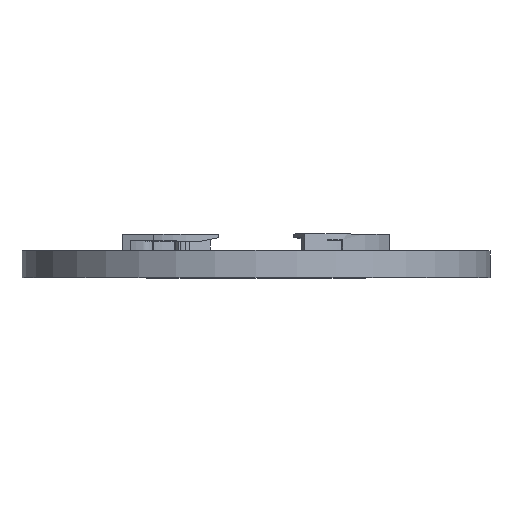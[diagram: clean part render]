
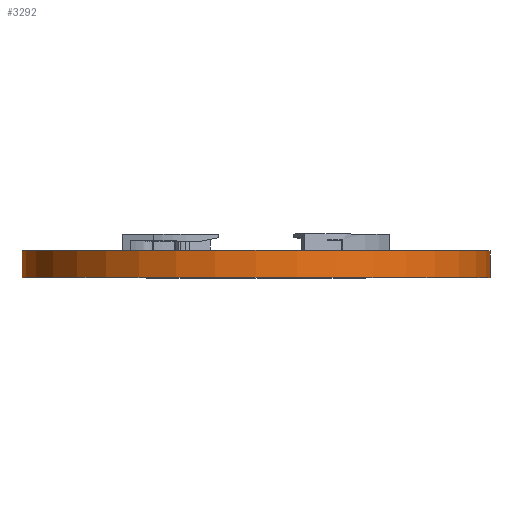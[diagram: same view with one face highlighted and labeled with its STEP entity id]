
A CAD part, top view. The second image highlights one B-rep face of the part: STEP entity #3292.
In plain terms, the highlighted cylindrical face has radius 100 mm (diameter 200 mm), a partial arc.
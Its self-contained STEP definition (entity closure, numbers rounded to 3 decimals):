
#126 = DIRECTION ( 'NONE',  ( 1., 0., 0. ) ) ;
#258 = DIRECTION ( 'NONE',  ( 0., -1., 0. ) ) ;
#265 = AXIS2_PLACEMENT_3D ( 'NONE', #392, #1901, #126 ) ;
#280 = VERTEX_POINT ( 'NONE', #2692 ) ;
#392 = CARTESIAN_POINT ( 'NONE',  ( 0., 162.305, 0. ) ) ;
#401 = DIRECTION ( 'NONE',  ( 0., -1., 0. ) ) ;
#545 = LINE ( 'NONE', #1567, #2369 ) ;
#683 = CYLINDRICAL_SURFACE ( 'NONE', #3263, 100. ) ;
#984 = VERTEX_POINT ( 'NONE', #997 ) ;
#997 = CARTESIAN_POINT ( 'NONE',  ( 100., 150.876, 0. ) ) ;
#1054 = ORIENTED_EDGE ( 'NONE', *, *, #2710, .T. ) ;
#1074 = CIRCLE ( 'NONE', #265, 100. ) ;
#1125 = VERTEX_POINT ( 'NONE', #1388 ) ;
#1356 = VERTEX_POINT ( 'NONE', #2778 ) ;
#1388 = CARTESIAN_POINT ( 'NONE',  ( 100., 162.305, 0. ) ) ;
#1567 = CARTESIAN_POINT ( 'NONE',  ( -100., -8.709, 0. ) ) ;
#1604 = CIRCLE ( 'NONE', #2462, 100. ) ;
#1640 = EDGE_CURVE ( 'NONE', #984, #1356, #1604, .T. ) ;
#1901 = DIRECTION ( 'NONE',  ( 0., -1., 0. ) ) ;
#1926 = FACE_OUTER_BOUND ( 'NONE', #3173, .T. ) ;
#1982 = DIRECTION ( 'NONE',  ( 0., -1., 0. ) ) ;
#1989 = VECTOR ( 'NONE', #1982, 1000. ) ;
#1997 = LINE ( 'NONE', #2246, #1989 ) ;
#2124 = ORIENTED_EDGE ( 'NONE', *, *, #1640, .F. ) ;
#2163 = DIRECTION ( 'NONE',  ( 1., 0., 0. ) ) ;
#2212 = CARTESIAN_POINT ( 'NONE',  ( 0., 150.876, 0. ) ) ;
#2246 = CARTESIAN_POINT ( 'NONE',  ( 100., -8.709, 0. ) ) ;
#2369 = VECTOR ( 'NONE', #258, 1000. ) ;
#2462 = AXIS2_PLACEMENT_3D ( 'NONE', #2212, #3238, #2163 ) ;
#2692 = CARTESIAN_POINT ( 'NONE',  ( -100., 162.305, 0. ) ) ;
#2710 = EDGE_CURVE ( 'NONE', #280, #1356, #545, .T. ) ;
#2715 = ORIENTED_EDGE ( 'NONE', *, *, #2888, .T. ) ;
#2778 = CARTESIAN_POINT ( 'NONE',  ( -100., 150.876, 0. ) ) ;
#2888 = EDGE_CURVE ( 'NONE', #1125, #280, #1074, .T. ) ;
#2958 = DIRECTION ( 'NONE',  ( 1., 0., 0. ) ) ;
#2975 = CARTESIAN_POINT ( 'NONE',  ( 0., -8.709, 0. ) ) ;
#3019 = EDGE_CURVE ( 'NONE', #1125, #984, #1997, .T. ) ;
#3040 = ORIENTED_EDGE ( 'NONE', *, *, #3019, .F. ) ;
#3173 = EDGE_LOOP ( 'NONE', ( #2715, #1054, #2124, #3040 ) ) ;
#3238 = DIRECTION ( 'NONE',  ( 0., -1., 0. ) ) ;
#3263 = AXIS2_PLACEMENT_3D ( 'NONE', #2975, #401, #2958 ) ;
#3292 = ADVANCED_FACE ( 'NONE', ( #1926 ), #683, .T. ) ;
